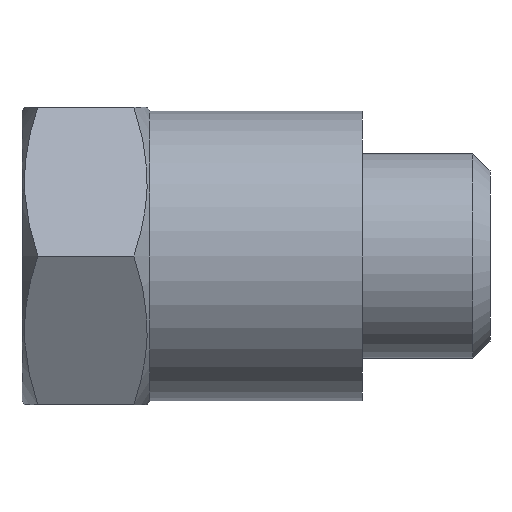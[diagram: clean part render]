
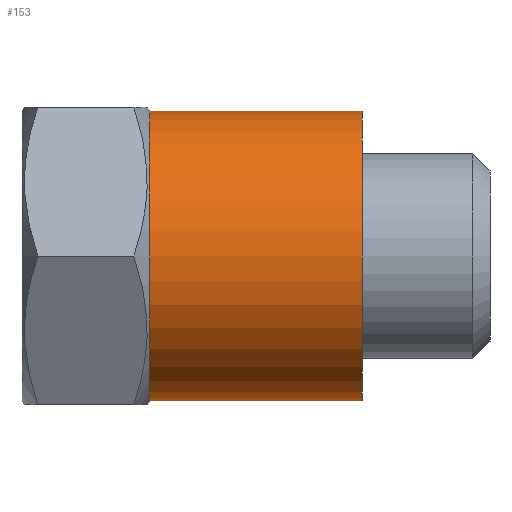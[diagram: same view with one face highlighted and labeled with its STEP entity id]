
A CAD part, left-side view. The second image highlights one B-rep face of the part: STEP entity #153.
In plain terms, the highlighted cylindrical face has radius 6.8 mm (diameter 13.6 mm), a partial arc.
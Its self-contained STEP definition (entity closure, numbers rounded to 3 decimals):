
#75 = EDGE_CURVE ( 'NONE', #83, #76, #473, .T. ) ;
#76 = VERTEX_POINT ( 'NONE', #593 ) ;
#82 = VERTEX_POINT ( 'NONE', #594 ) ;
#83 = VERTEX_POINT ( 'NONE', #500 ) ;
#87 = VERTEX_POINT ( 'NONE', #650 ) ;
#111 = EDGE_CURVE ( 'NONE', #82, #87, #628, .T. ) ;
#128 = EDGE_CURVE ( 'NONE', #83, #82, #494, .T. ) ;
#153 = ADVANCED_FACE ( 'NONE', ( #659 ), #415, .T. ) ;
#156 = EDGE_CURVE ( 'NONE', #76, #87, #715, .T. ) ;
#157 = ORIENTED_EDGE ( 'NONE', *, *, #75, .F. ) ;
#162 = ORIENTED_EDGE ( 'NONE', *, *, #128, .T. ) ;
#169 = EDGE_LOOP ( 'NONE', ( #157, #162, #170, #171 ) ) ;
#170 = ORIENTED_EDGE ( 'NONE', *, *, #111, .T. ) ;
#171 = ORIENTED_EDGE ( 'NONE', *, *, #156, .F. ) ;
#342 = CARTESIAN_POINT ( 'NONE',  ( 0., -10.197, 6.8 ) ) ;
#365 = DIRECTION ( 'NONE',  ( 0., -1., 0. ) ) ;
#366 = VECTOR ( 'NONE', #365, 1000. ) ;
#411 = DIRECTION ( 'NONE',  ( 0., 0., -1. ) ) ;
#412 = DIRECTION ( 'NONE',  ( 0., -1., 0. ) ) ;
#413 = CARTESIAN_POINT ( 'NONE',  ( 0., -10.197, 0. ) ) ;
#414 = AXIS2_PLACEMENT_3D ( 'NONE', #413, #412, #411 ) ;
#415 = CYLINDRICAL_SURFACE ( 'NONE', #414, 6.8 ) ;
#473 = LINE ( 'NONE', #342, #366 ) ;
#478 = DIRECTION ( 'NONE',  ( 0., 0., -1. ) ) ;
#479 = DIRECTION ( 'NONE',  ( 0., -1., 0. ) ) ;
#480 = CARTESIAN_POINT ( 'NONE',  ( 0., 16., 0. ) ) ;
#481 = AXIS2_PLACEMENT_3D ( 'NONE', #480, #479, #478 ) ;
#494 = CIRCLE ( 'NONE', #481, 6.8 ) ;
#500 = CARTESIAN_POINT ( 'NONE',  ( 0., 16., 6.8 ) ) ;
#593 = CARTESIAN_POINT ( 'NONE',  ( 0., 6., 6.8 ) ) ;
#594 = CARTESIAN_POINT ( 'NONE',  ( 0., 16., -6.8 ) ) ;
#613 = DIRECTION ( 'NONE',  ( 0., -1., 0. ) ) ;
#614 = VECTOR ( 'NONE', #613, 1000. ) ;
#627 = CARTESIAN_POINT ( 'NONE',  ( 0., -10.197, -6.8 ) ) ;
#628 = LINE ( 'NONE', #627, #614 ) ;
#650 = CARTESIAN_POINT ( 'NONE',  ( 0., 6., -6.8 ) ) ;
#659 = FACE_OUTER_BOUND ( 'NONE', #169, .T. ) ;
#704 = DIRECTION ( 'NONE',  ( 0., 0., -1. ) ) ;
#707 = DIRECTION ( 'NONE',  ( 0., -1., 0. ) ) ;
#711 = AXIS2_PLACEMENT_3D ( 'NONE', #712, #707, #704 ) ;
#712 = CARTESIAN_POINT ( 'NONE',  ( 0., 6., 0. ) ) ;
#715 = CIRCLE ( 'NONE', #711, 6.8 ) ;
